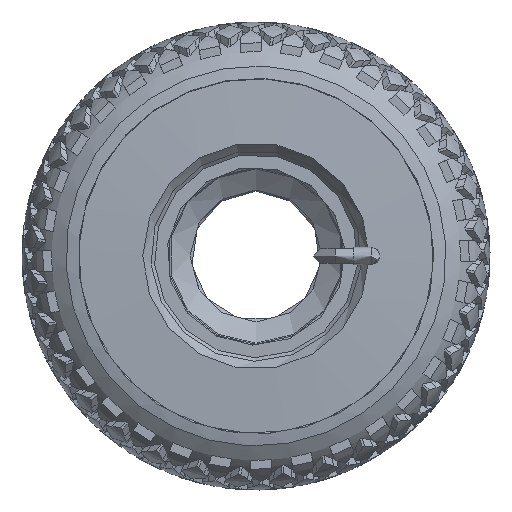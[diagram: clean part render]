
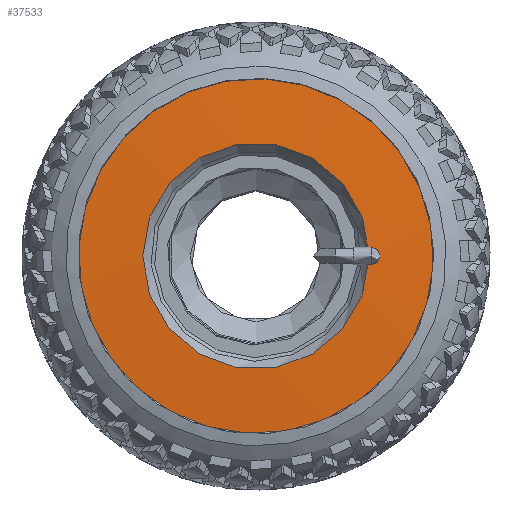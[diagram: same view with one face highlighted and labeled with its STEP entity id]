
A CAD part, left-side view. The second image highlights one B-rep face of the part: STEP entity #37533.
In plain terms, the highlighted toroidal (fillet/blend) face has major radius 75.229 mm and minor radius 97.34 mm.
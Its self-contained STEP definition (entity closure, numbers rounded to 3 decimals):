
#936 = DIRECTION ( 'NONE',  ( -1., 0., 0. ) ) ;
#6119 = CARTESIAN_POINT ( 'NONE',  ( 57.34, 0., 0. ) ) ;
#8648 = EDGE_CURVE ( 'NONE', #11432, #11432, #17485, .T. ) ;
#11432 = VERTEX_POINT ( 'NONE', #25673 ) ;
#17485 = CIRCLE ( 'NONE', #83969, 98.512 ) ;
#24745 = FACE_OUTER_BOUND ( 'NONE', #61402, .T. ) ;
#25673 = CARTESIAN_POINT ( 'NONE',  ( -37.174, 0., 98.512 ) ) ;
#26371 = DIRECTION ( 'NONE',  ( 1., 0., 0. ) ) ;
#26505 = CARTESIAN_POINT ( 'NONE',  ( -39.213, 0., 62.878 ) ) ;
#37533 = ADVANCED_FACE ( 'NONE', ( #121057, #24745 ), #54534, .T. ) ;
#47002 = VERTEX_POINT ( 'NONE', #26505 ) ;
#48167 = AXIS2_PLACEMENT_3D ( 'NONE', #114348, #936, #58161 ) ;
#54534 = TOROIDAL_SURFACE ( 'NONE', #110409, 75.229, 97.34 ) ;
#58091 = DIRECTION ( 'NONE',  ( 0., 0., 1. ) ) ;
#58161 = DIRECTION ( 'NONE',  ( 0., 0., 1. ) ) ;
#61402 = EDGE_LOOP ( 'NONE', ( #103473 ) ) ;
#68020 = CARTESIAN_POINT ( 'NONE',  ( -37.174, 0., 0. ) ) ;
#72408 = DIRECTION ( 'NONE',  ( 0., 0., 1. ) ) ;
#72856 = EDGE_CURVE ( 'NONE', #47002, #47002, #122749, .T. ) ;
#83969 = AXIS2_PLACEMENT_3D ( 'NONE', #68020, #103974, #58091 ) ;
#103473 = ORIENTED_EDGE ( 'NONE', *, *, #72856, .F. ) ;
#103974 = DIRECTION ( 'NONE',  ( -1., 0., 0. ) ) ;
#110409 = AXIS2_PLACEMENT_3D ( 'NONE', #6119, #26371, #72408 ) ;
#114107 = EDGE_LOOP ( 'NONE', ( #114982 ) ) ;
#114348 = CARTESIAN_POINT ( 'NONE',  ( -39.213, 0., 0. ) ) ;
#114982 = ORIENTED_EDGE ( 'NONE', *, *, #8648, .T. ) ;
#121057 = FACE_OUTER_BOUND ( 'NONE', #114107, .T. ) ;
#122749 = CIRCLE ( 'NONE', #48167, 62.878 ) ;
